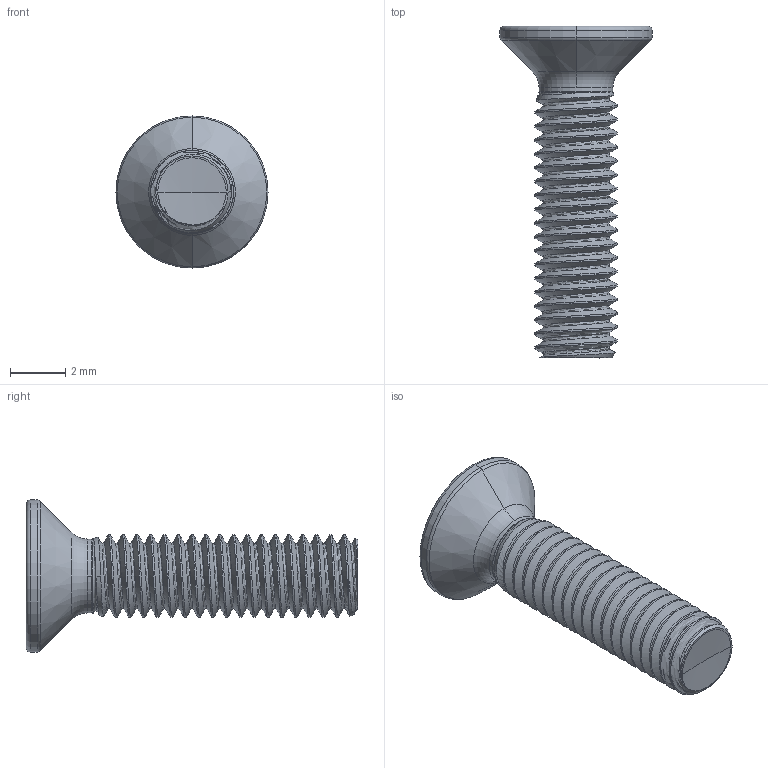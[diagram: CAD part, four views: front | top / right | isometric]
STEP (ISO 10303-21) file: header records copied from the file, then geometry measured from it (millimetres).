
FILE_DESCRIPTION (( 'STEP AP203' ), '1' );
FILE_NAME ('STM410300120.STEP', '2020-12-18T16:56:07', ( '' ), ( '' ), 'SwSTEP 2.0', 'SolidWorks 2015', '' );
FILE_SCHEMA (( 'CONFIG_CONTROL_DESIGN' ));
Length unit declared in the file: millimetre
Products named in the file (2): STM410300120
Bounding box: 5.5 x 12 x 5.5 mm (x, y, z)
Volume: 82.2 mm3; surface area: 208.8 mm2
Topology: 1 solids, 1 shells, 107 faces, 284 edges, 178 vertices
Faces by surface type: cylinder 60, bspline 18, cone 14, torus 11, sphere 2, plane 2
Entity records: 25758 total; most frequent: CARTESIAN_POINT 23328, ORIENTED_EDGE 564, DIRECTION 371, EDGE_CURVE 282, VERTEX_POINT 178, AXIS2_PLACEMENT_3D 150, B_SPLINE_CURVE_WITH_KNOTS 114, EDGE_LOOP 108
